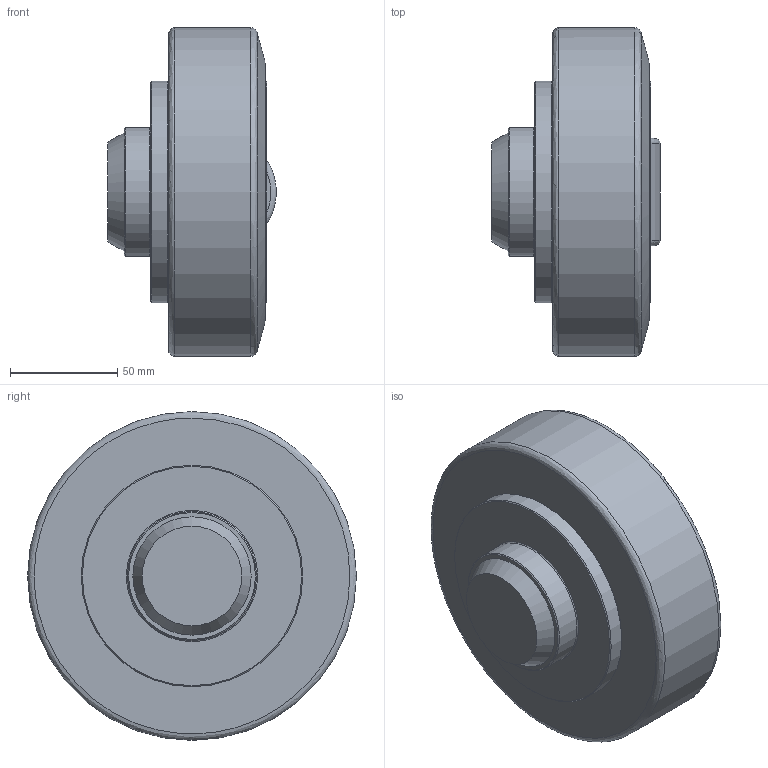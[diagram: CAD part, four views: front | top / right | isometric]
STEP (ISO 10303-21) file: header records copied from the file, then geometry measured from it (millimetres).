
FILE_DESCRIPTION (( 'STEP AP214' ), '1' );
FILE_NAME ('XTR-150.0200-Rollco.step', '2023-04-28T07:41:27', ( '' ), ( '' ), 'SwSTEP 2.0', 'SolidWorks 2010', '' );
FILE_SCHEMA (( 'AUTOMOTIVE_DESIGN' ));
Length unit declared in the file: millimetre
Products named in the file (1): XTR-150.0200-Rollco
Bounding box: 78.24 x 152.93 x 152.93 mm (x, y, z)
Volume: 940362.9 mm3; surface area: 67234.5 mm2
Topology: 1 solids, 1 shells, 30 faces, 64 edges, 42 vertices
Faces by surface type: plane 10, cone 6, cylinder 6, bspline 6, torus 2
Full cylindrical faces by diameter (mm): 3 x1, 60 x1, 102.5 x1, 103 x1
Entity records: 2002 total; most frequent: CARTESIAN_POINT 1455, DIRECTION 96, ORIENTED_EDGE 84, EDGE_LOOP 50, AXIS2_PLACEMENT_3D 45, EDGE_CURVE 42, FACE_OUTER_BOUND 38, VERTEX_POINT 34
